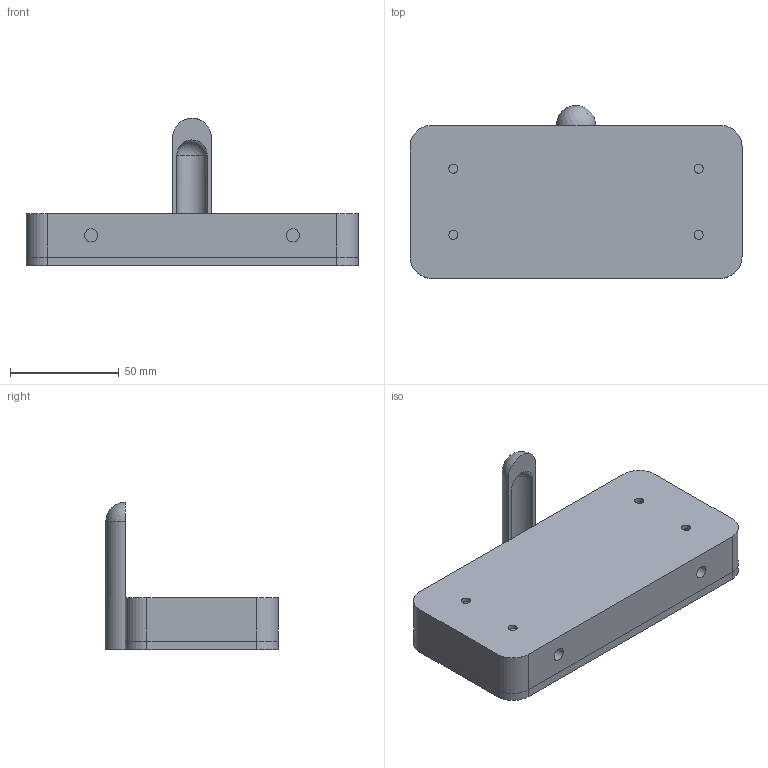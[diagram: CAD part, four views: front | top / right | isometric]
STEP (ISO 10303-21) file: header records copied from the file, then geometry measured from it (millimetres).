
FILE_DESCRIPTION(/* description */ (''),/* implementation_level */ '2;1');
FILE_NAME(/* name */ 'Electronics box v12.step',/* time_stamp */ '2022-04-12T15:42:36+02:00',/* author */ (''),/* organization */ (''),/* preprocessor_version */ 'ST-DEVELOPER v18.1',/* originating_system */ 'Autodesk Translation Framework v10.14.0.1471',/* authorisation */ '');
FILE_SCHEMA (('AUTOMOTIVE_DESIGN { 1 0 10303 214 3 1 1 }'));
Length unit declared in the file: millimetre
Products named in the file (1): Electronics box
Bounding box: 153 x 79.5 x 68 mm (x, y, z)
Volume: 150896.7 mm3; surface area: 65139.1 mm2
Topology: 2 solids, 2 shells, 56 faces, 142 edges, 94 vertices
Faces by surface type: plane 28, cylinder 26, sphere 2
Full cylindrical faces by diameter (mm): 2.9 x4, 3.2 x4, 4.2 x4, 6 x2, 8 x1, 10 x1
Entity records: 1767 total; most frequent: DIRECTION 312, CARTESIAN_POINT 291, ORIENTED_EDGE 280, EDGE_CURVE 140, AXIS2_PLACEMENT_3D 115, VERTEX_POINT 94, EDGE_LOOP 86, LINE 82
